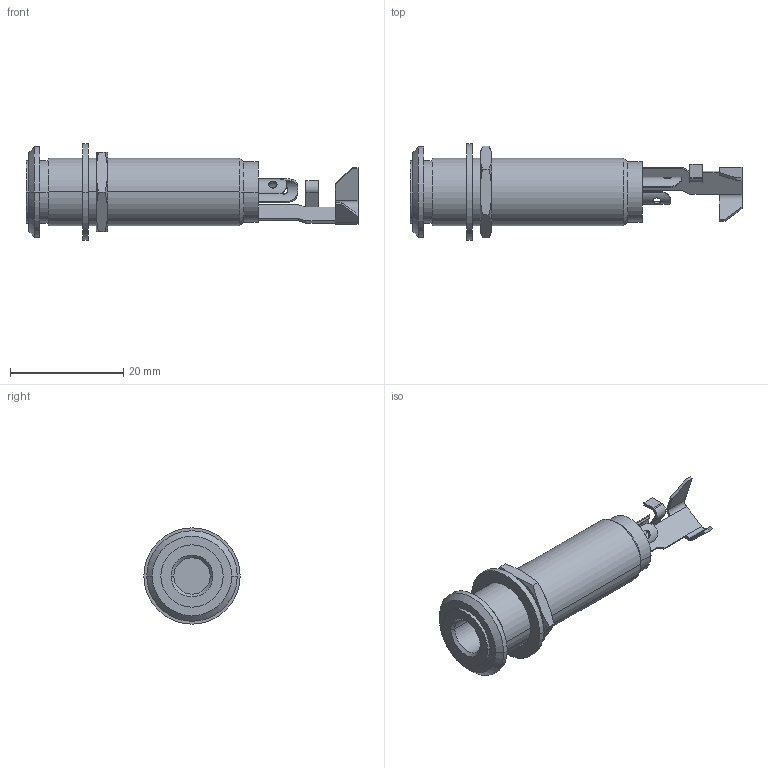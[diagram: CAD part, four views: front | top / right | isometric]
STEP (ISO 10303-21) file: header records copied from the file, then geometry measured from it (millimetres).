
FILE_DESCRIPTION((''),'2;1');
FILE_NAME('NYS2203','2021-07-20T',('yuj'),(''),'PRO/ENGINEER BY PARAMETRIC TECHNOLOGY CORPORATION, 2013040','PRO/ENGINEER BY PARAMETRIC TECHNOLOGY CORPORATION, 2013040','');
FILE_SCHEMA(('CONFIG_CONTROL_DESIGN'));
Length unit declared in the file: millimetre
Products named in the file (1): NYS2203
Bounding box: 58.65 x 17 x 17 mm (x, y, z)
Volume: 3578.7 mm3; surface area: 5259.8 mm2
Topology: 2 solids, 3 shells, 128 faces, 286 edges, 174 vertices
Faces by surface type: plane 66, cylinder 44, cone 18
Entity records: 3773 total; most frequent: CARTESIAN_POINT 896, DIRECTION 590, ORIENTED_EDGE 572, EDGE_CURVE 286, AXIS2_PLACEMENT_3D 219, VERTEX_POINT 174, VECTOR 152, LINE 152
